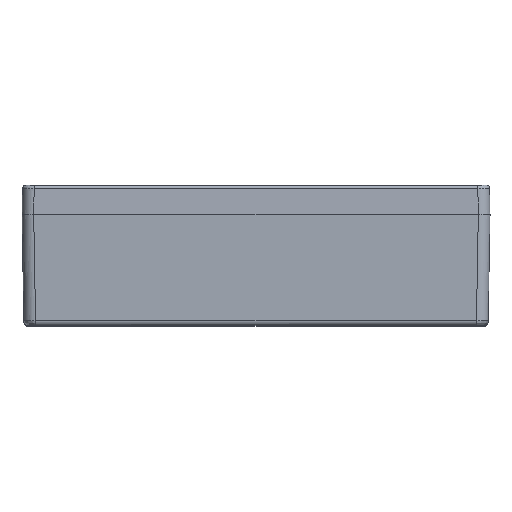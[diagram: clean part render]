
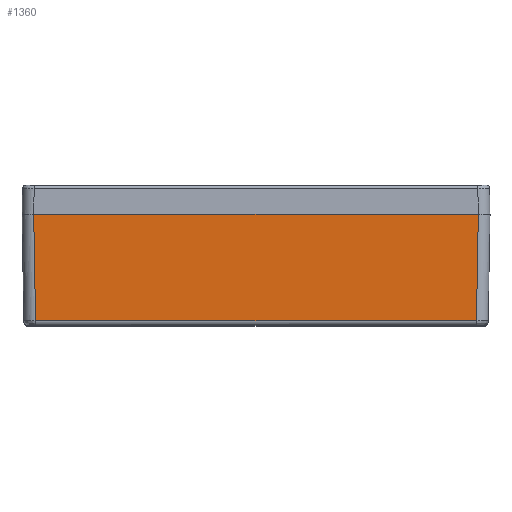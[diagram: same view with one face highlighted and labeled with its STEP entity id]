
A CAD part, top view. The second image highlights one B-rep face of the part: STEP entity #1360.
In plain terms, the highlighted planar face has unit normal (0, -0.018, 1).
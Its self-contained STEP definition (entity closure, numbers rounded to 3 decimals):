
#245 = CARTESIAN_POINT ( 'NONE',  ( 190.002, 0., 202.5 ) ) ;
#343 = CARTESIAN_POINT ( 'NONE',  ( -190.002, 0., 202.5 ) ) ;
#644 = CARTESIAN_POINT ( 'NONE',  ( 62.804, -91.07, 200.91 ) ) ;
#1360 = ADVANCED_FACE ( 'NONE', ( #3637 ), #9061, .T. ) ;
#1533 = CARTESIAN_POINT ( 'NONE',  ( -188.412, -91.07, 200.91 ) ) ;
#1594 = DIRECTION ( 'NONE',  ( -1., 0., 0. ) ) ;
#1683 = EDGE_CURVE ( 'NONE', #8153, #8043, #9658, .T. ) ;
#2617 = CARTESIAN_POINT ( 'NONE',  ( -208.514, 0., 202.5 ) ) ;
#2887 = ORIENTED_EDGE ( 'NONE', *, *, #1683, .F. ) ;
#3459 = CARTESIAN_POINT ( 'NONE',  ( 188.412, -91.07, 200.91 ) ) ;
#3483 = DIRECTION ( 'NONE',  ( 1., 0., 0. ) ) ;
#3637 = FACE_OUTER_BOUND ( 'NONE', #12233, .T. ) ;
#3814 = B_SPLINE_CURVE_WITH_KNOTS ( 'NONE', 3,
 ( #4965, #13360, #7143, #9230 ),
 .UNSPECIFIED., .F., .F.,
 ( 4, 4 ),
 ( 0., 1. ),
 .UNSPECIFIED. ) ;
#4239 = ORIENTED_EDGE ( 'NONE', *, *, #12624, .T. ) ;
#4267 = CARTESIAN_POINT ( 'NONE',  ( 189.472, -30.357, 201.97 ) ) ;
#4667 = CARTESIAN_POINT ( 'NONE',  ( 188.412, -91.07, 200.91 ) ) ;
#4721 = ORIENTED_EDGE ( 'NONE', *, *, #12758, .F. ) ;
#4965 = CARTESIAN_POINT ( 'NONE',  ( -190.002, 0., 202.5 ) ) ;
#5365 = B_SPLINE_CURVE_WITH_KNOTS ( 'NONE', 3,
 ( #4667, #644, #6651, #1533 ),
 .UNSPECIFIED., .F., .F.,
 ( 4, 4 ),
 ( 0., 1. ),
 .UNSPECIFIED. ) ;
#5435 = VECTOR ( 'NONE', #3483, 1000. ) ;
#6185 = VERTEX_POINT ( 'NONE', #8639 ) ;
#6396 = CARTESIAN_POINT ( 'NONE',  ( 190.002, 0., 202.5 ) ) ;
#6442 = VERTEX_POINT ( 'NONE', #12785 ) ;
#6544 = EDGE_CURVE ( 'NONE', #6442, #6185, #5365, .T. ) ;
#6651 = CARTESIAN_POINT ( 'NONE',  ( -62.804, -91.07, 200.91 ) ) ;
#6911 = DIRECTION ( 'NONE',  ( 0., -0.017, 1. ) ) ;
#7143 = CARTESIAN_POINT ( 'NONE',  ( -188.942, -60.713, 201.44 ) ) ;
#7342 = CARTESIAN_POINT ( 'NONE',  ( 188.942, -60.713, 201.44 ) ) ;
#8043 = VERTEX_POINT ( 'NONE', #245 ) ;
#8153 = VERTEX_POINT ( 'NONE', #8171 ) ;
#8171 = CARTESIAN_POINT ( 'NONE',  ( -190.002, 0., 202.5 ) ) ;
#8639 = CARTESIAN_POINT ( 'NONE',  ( -188.412, -91.07, 200.91 ) ) ;
#9061 = PLANE ( 'NONE',  #12385 ) ;
#9230 = CARTESIAN_POINT ( 'NONE',  ( -188.412, -91.07, 200.91 ) ) ;
#9658 = LINE ( 'NONE', #343, #5435 ) ;
#10235 = ORIENTED_EDGE ( 'NONE', *, *, #6544, .F. ) ;
#12233 = EDGE_LOOP ( 'NONE', ( #4721, #2887, #4239, #10235 ) ) ;
#12385 = AXIS2_PLACEMENT_3D ( 'NONE', #2617, #6911, #1594 ) ;
#12624 = EDGE_CURVE ( 'NONE', #8153, #6185, #3814, .T. ) ;
#12758 = EDGE_CURVE ( 'NONE', #8043, #6442, #13269, .T. ) ;
#12785 = CARTESIAN_POINT ( 'NONE',  ( 188.412, -91.07, 200.91 ) ) ;
#13269 = B_SPLINE_CURVE_WITH_KNOTS ( 'NONE', 3,
 ( #6396, #4267, #7342, #3459 ),
 .UNSPECIFIED., .F., .F.,
 ( 4, 4 ),
 ( 0., 1. ),
 .UNSPECIFIED. ) ;
#13360 = CARTESIAN_POINT ( 'NONE',  ( -189.472, -30.357, 201.97 ) ) ;
